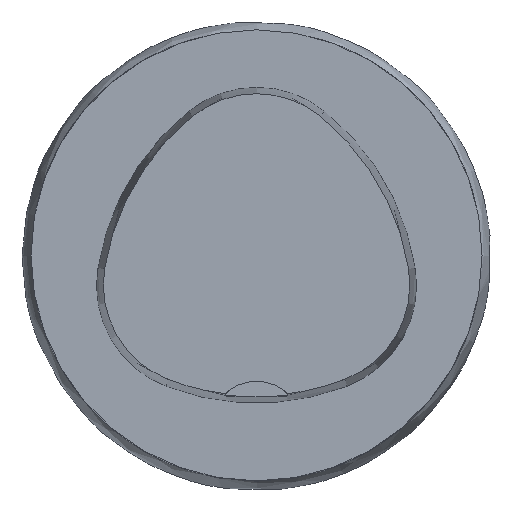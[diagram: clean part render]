
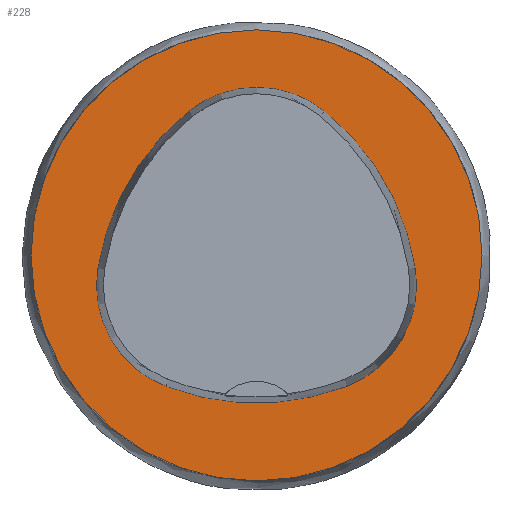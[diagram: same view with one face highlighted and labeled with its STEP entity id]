
A CAD part, top view. The second image highlights one B-rep face of the part: STEP entity #228.
In plain terms, the highlighted planar face has unit normal (0, 0, 1).
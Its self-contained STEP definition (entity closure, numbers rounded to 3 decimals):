
#204=FACE_BOUND('',#321,.T.);
#205=FACE_BOUND('',#322,.T.);
#228=ADVANCED_FACE('',(#204,#205),#247,.T.);
#247=PLANE('',#762);
#321=EDGE_LOOP('',(#416,#417,#418,#419,#420,#421));
#322=EDGE_LOOP('',(#422));
#416=ORIENTED_EDGE('',*,*,#558,.T.);
#417=ORIENTED_EDGE('',*,*,#538,.T.);
#418=ORIENTED_EDGE('',*,*,#542,.T.);
#419=ORIENTED_EDGE('',*,*,#545,.T.);
#420=ORIENTED_EDGE('',*,*,#548,.T.);
#421=ORIENTED_EDGE('',*,*,#556,.T.);
#422=ORIENTED_EDGE('',*,*,#529,.F.);
#482=VERTEX_POINT('',#1055);
#491=VERTEX_POINT('',#1074);
#492=VERTEX_POINT('',#1075);
#495=VERTEX_POINT('',#1083);
#497=VERTEX_POINT('',#1089);
#499=VERTEX_POINT('',#1095);
#506=VERTEX_POINT('',#1116);
#529=EDGE_CURVE('',#482,#482,#583,.T.);
#538=EDGE_CURVE('',#491,#492,#584,.T.);
#542=EDGE_CURVE('',#492,#495,#586,.T.);
#545=EDGE_CURVE('',#495,#497,#588,.T.);
#548=EDGE_CURVE('',#497,#499,#590,.T.);
#556=EDGE_CURVE('',#499,#506,#594,.T.);
#558=EDGE_CURVE('',#506,#491,#596,.T.);
#583=CIRCLE('',#734,25.);
#584=CIRCLE('',#740,28.);
#586=CIRCLE('',#743,12.);
#588=CIRCLE('',#746,28.);
#590=CIRCLE('',#749,12.);
#594=CIRCLE('',#754,28.);
#596=CIRCLE('',#757,12.);
#734=AXIS2_PLACEMENT_3D('',#1054,#863,#864);
#740=AXIS2_PLACEMENT_3D('',#1073,#879,#880);
#743=AXIS2_PLACEMENT_3D('',#1082,#887,#888);
#746=AXIS2_PLACEMENT_3D('',#1088,#894,#895);
#749=AXIS2_PLACEMENT_3D('',#1094,#901,#902);
#754=AXIS2_PLACEMENT_3D('',#1117,#913,#914);
#757=AXIS2_PLACEMENT_3D('',#1120,#919,#920);
#762=AXIS2_PLACEMENT_3D('',#1125,#929,#930);
#863=DIRECTION('',(0.,0.,-1.));
#864=DIRECTION('',(-1.,0.,0.));
#879=DIRECTION('',(0.,0.,-1.));
#880=DIRECTION('',(-1.,0.,0.));
#887=DIRECTION('',(0.,0.,-1.));
#888=DIRECTION('',(-1.,0.,0.));
#894=DIRECTION('',(0.,0.,-1.));
#895=DIRECTION('',(-1.,0.,0.));
#901=DIRECTION('',(0.,0.,-1.));
#902=DIRECTION('',(-1.,0.,0.));
#913=DIRECTION('',(0.,0.,-1.));
#914=DIRECTION('',(-1.,0.,0.));
#919=DIRECTION('',(0.,0.,-1.));
#920=DIRECTION('',(-1.,0.,0.));
#929=DIRECTION('',(0.,0.,1.));
#930=DIRECTION('',(1.,0.,0.));
#1054=CARTESIAN_POINT('',(0.,0.,0.));
#1055=CARTESIAN_POINT('',(-25.,0.,0.));
#1073=CARTESIAN_POINT('',(10.068,-5.824,0.));
#1074=CARTESIAN_POINT('',(-17.584,-1.424,0.));
#1075=CARTESIAN_POINT('',(-7.531,15.953,0.));
#1082=CARTESIAN_POINT('',(0.011,6.62,0.));
#1083=CARTESIAN_POINT('',(7.567,15.942,0.));
#1088=CARTESIAN_POINT('',(-10.063,-5.81,0.));
#1089=CARTESIAN_POINT('',(17.59,-1.418,0.));
#1094=CARTESIAN_POINT('',(5.739,-3.3,0.));
#1095=CARTESIAN_POINT('',(10.05,-14.499,0.));
#1116=CARTESIAN_POINT('',(-10.025,-14.516,0.));
#1117=CARTESIAN_POINT('',(-0.01,11.631,0.));
#1120=CARTESIAN_POINT('',(-5.733,-3.31,0.));
#1125=CARTESIAN_POINT('',(0.,0.,0.));
